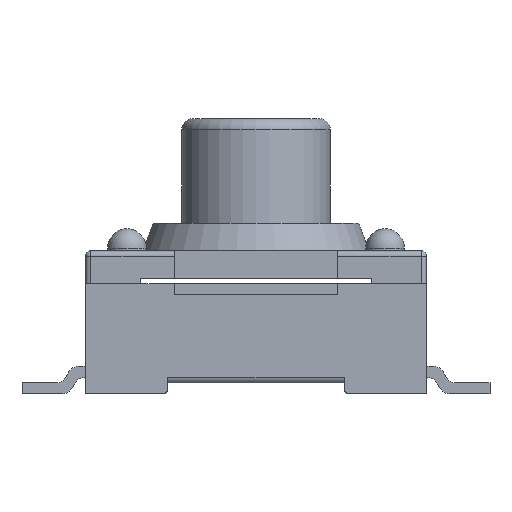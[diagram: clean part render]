
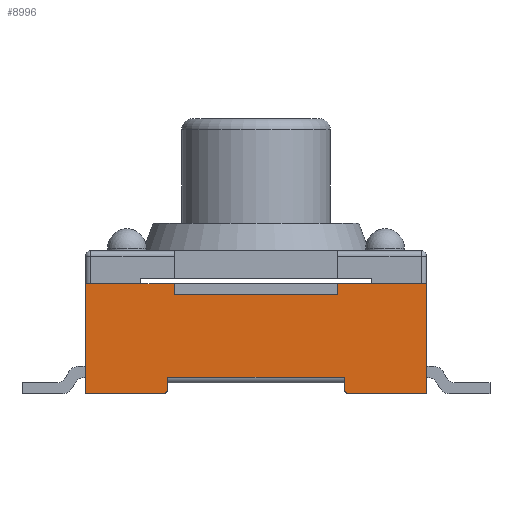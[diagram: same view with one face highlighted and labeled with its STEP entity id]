
A CAD part, front view. The second image highlights one B-rep face of the part: STEP entity #8996.
In plain terms, the highlighted planar face has unit normal (0, -1, 0).
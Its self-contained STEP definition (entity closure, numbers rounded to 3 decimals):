
#691 = AXIS2_PLACEMENT_3D ( 'NONE', #17650, #11184, #4118 ) ;
#807 = EDGE_CURVE ( 'NONE', #19105, #20207, #17558, .T. ) ;
#1009 = CARTESIAN_POINT ( 'NONE',  ( 3.1, -3.1, -2.6 ) ) ;
#1116 = ORIENTED_EDGE ( 'NONE', *, *, #4678, .F. ) ;
#1535 = LINE ( 'NONE', #16927, #18128 ) ;
#1606 = VECTOR ( 'NONE', #2470, 1000. ) ;
#2470 = DIRECTION ( 'NONE',  ( -1., 0., 0. ) ) ;
#2492 = DIRECTION ( 'NONE',  ( 0., 0., -1. ) ) ;
#2505 = CARTESIAN_POINT ( 'NONE',  ( -1.6, -3.1, -2.4 ) ) ;
#2509 = CARTESIAN_POINT ( 'NONE',  ( 1.6, -3.1, -2.5 ) ) ;
#2664 = DIRECTION ( 'NONE',  ( 1., 0., 0. ) ) ;
#2883 = ORIENTED_EDGE ( 'NONE', *, *, #20721, .F. ) ;
#2929 = ORIENTED_EDGE ( 'NONE', *, *, #20312, .T. ) ;
#2988 = ORIENTED_EDGE ( 'NONE', *, *, #21355, .T. ) ;
#3215 = CARTESIAN_POINT ( 'NONE',  ( -3.1, -3.1, -2.6 ) ) ;
#3371 = LINE ( 'NONE', #13406, #14587 ) ;
#3544 = DIRECTION ( 'NONE',  ( 0., 0., 1. ) ) ;
#3979 = EDGE_CURVE ( 'NONE', #12604, #15714, #4551, .T. ) ;
#4085 = EDGE_CURVE ( 'NONE', #19440, #17042, #9876, .T. ) ;
#4118 = DIRECTION ( 'NONE',  ( 0., 0., 1. ) ) ;
#4199 = LINE ( 'NONE', #10937, #16244 ) ;
#4363 = CARTESIAN_POINT ( 'NONE',  ( -1.6, -3.1, -2.3 ) ) ;
#4385 = EDGE_CURVE ( 'NONE', #19440, #15714, #5594, .T. ) ;
#4400 = ORIENTED_EDGE ( 'NONE', *, *, #3979, .F. ) ;
#4551 = LINE ( 'NONE', #2505, #20750 ) ;
#4678 = EDGE_CURVE ( 'NONE', #14992, #17276, #4199, .T. ) ;
#4910 = VECTOR ( 'NONE', #21514, 1000. ) ;
#5062 = CARTESIAN_POINT ( 'NONE',  ( 1.7, -3.1, -2.5 ) ) ;
#5594 = CIRCLE ( 'NONE', #691, 0.1 ) ;
#5954 = CARTESIAN_POINT ( 'NONE',  ( 1.7, -3.1, -2.6 ) ) ;
#6602 = DIRECTION ( 'NONE',  ( 0., 0., 1. ) ) ;
#6840 = DIRECTION ( 'NONE',  ( 0., 0., 1. ) ) ;
#7442 = CARTESIAN_POINT ( 'NONE',  ( 3.1, -3.1, -0.6 ) ) ;
#8172 = VECTOR ( 'NONE', #12886, 1000. ) ;
#8328 = VECTOR ( 'NONE', #3544, 1000. ) ;
#8365 = ORIENTED_EDGE ( 'NONE', *, *, #20956, .T. ) ;
#8814 = VERTEX_POINT ( 'NONE', #20880 ) ;
#8856 = ORIENTED_EDGE ( 'NONE', *, *, #10316, .F. ) ;
#8996 = ADVANCED_FACE ( 'NONE', ( #11892 ), #10431, .F. ) ;
#9168 = ORIENTED_EDGE ( 'NONE', *, *, #807, .T. ) ;
#9248 = CARTESIAN_POINT ( 'NONE',  ( 3.1, -3.1, -0.6 ) ) ;
#9325 = DIRECTION ( 'NONE',  ( 0., 0., -1. ) ) ;
#9479 = CARTESIAN_POINT ( 'NONE',  ( -3.1, -3.1, -0.6 ) ) ;
#9530 = ORIENTED_EDGE ( 'NONE', *, *, #20427, .T. ) ;
#9876 = LINE ( 'NONE', #11749, #4910 ) ;
#10104 = DIRECTION ( 'NONE',  ( 1., 0., 0. ) ) ;
#10237 = ORIENTED_EDGE ( 'NONE', *, *, #4385, .T. ) ;
#10316 = EDGE_CURVE ( 'NONE', #8814, #10379, #18053, .T. ) ;
#10379 = VERTEX_POINT ( 'NONE', #5954 ) ;
#10420 = CARTESIAN_POINT ( 'NONE',  ( 3.1, -3.1, -2.6 ) ) ;
#10431 = PLANE ( 'NONE',  #11886 ) ;
#10543 = LINE ( 'NONE', #10420, #12479 ) ;
#10772 = CIRCLE ( 'NONE', #17044, 0.1 ) ;
#10898 = ORIENTED_EDGE ( 'NONE', *, *, #12555, .T. ) ;
#10937 = CARTESIAN_POINT ( 'NONE',  ( 1.484, -3.1, -0.8 ) ) ;
#11184 = DIRECTION ( 'NONE',  ( 0., -1., 0. ) ) ;
#11230 = CARTESIAN_POINT ( 'NONE',  ( -1.6, -3.1, -2.5 ) ) ;
#11386 = CARTESIAN_POINT ( 'NONE',  ( -1.484, -3.1, -0.6 ) ) ;
#11421 = VERTEX_POINT ( 'NONE', #14446 ) ;
#11749 = CARTESIAN_POINT ( 'NONE',  ( 3.1, -3.1, -2.6 ) ) ;
#11852 = VECTOR ( 'NONE', #15976, 1000. ) ;
#11886 = AXIS2_PLACEMENT_3D ( 'NONE', #11997, #18661, #12329 ) ;
#11892 = FACE_OUTER_BOUND ( 'NONE', #13851, .T. ) ;
#11957 = ORIENTED_EDGE ( 'NONE', *, *, #4085, .F. ) ;
#11997 = CARTESIAN_POINT ( 'NONE',  ( 3.1, -3.1, -2.6 ) ) ;
#12030 = CARTESIAN_POINT ( 'NONE',  ( -1.484, -3.1, -0.8 ) ) ;
#12329 = DIRECTION ( 'NONE',  ( 0., 0., 1. ) ) ;
#12452 = VERTEX_POINT ( 'NONE', #11386 ) ;
#12479 = VECTOR ( 'NONE', #17229, 1000. ) ;
#12492 = CARTESIAN_POINT ( 'NONE',  ( 3.1, -3.1, -0.6 ) ) ;
#12555 = EDGE_CURVE ( 'NONE', #14992, #12452, #21201, .T. ) ;
#12604 = VERTEX_POINT ( 'NONE', #4363 ) ;
#12886 = DIRECTION ( 'NONE',  ( 0., 0., 1. ) ) ;
#13406 = CARTESIAN_POINT ( 'NONE',  ( 1.6, -3.1, -2.3 ) ) ;
#13851 = EDGE_LOOP ( 'NONE', ( #4400, #2988, #9168, #2929, #8856, #20795, #8365, #18165, #1116, #10898, #9530, #2883, #11957, #10237 ) ) ;
#14135 = CARTESIAN_POINT ( 'NONE',  ( 1.484, -3.1, -0.8 ) ) ;
#14446 = CARTESIAN_POINT ( 'NONE',  ( 1.484, -3.1, -0.6 ) ) ;
#14532 = LINE ( 'NONE', #9248, #19563 ) ;
#14587 = VECTOR ( 'NONE', #10104, 1000. ) ;
#14902 = DIRECTION ( 'NONE',  ( 0., -1., 0. ) ) ;
#14992 = VERTEX_POINT ( 'NONE', #12030 ) ;
#15714 = VERTEX_POINT ( 'NONE', #11230 ) ;
#15842 = CARTESIAN_POINT ( 'NONE',  ( -1.7, -3.1, -2.6 ) ) ;
#15976 = DIRECTION ( 'NONE',  ( -1., 0., 0. ) ) ;
#16244 = VECTOR ( 'NONE', #2664, 1000. ) ;
#16733 = CARTESIAN_POINT ( 'NONE',  ( -3.1, -3.1, -2.6 ) ) ;
#16927 = CARTESIAN_POINT ( 'NONE',  ( 1.484, -3.1, -0.8 ) ) ;
#17042 = VERTEX_POINT ( 'NONE', #16733 ) ;
#17044 = AXIS2_PLACEMENT_3D ( 'NONE', #5062, #14902, #6840 ) ;
#17200 = LINE ( 'NONE', #12492, #1606 ) ;
#17229 = DIRECTION ( 'NONE',  ( 0., 0., 1. ) ) ;
#17276 = VERTEX_POINT ( 'NONE', #14135 ) ;
#17558 = LINE ( 'NONE', #19212, #18514 ) ;
#17650 = CARTESIAN_POINT ( 'NONE',  ( -1.7, -3.1, -2.5 ) ) ;
#17914 = CARTESIAN_POINT ( 'NONE',  ( -1.484, -3.1, -0.8 ) ) ;
#18015 = DIRECTION ( 'NONE',  ( -1., 0., 0. ) ) ;
#18053 = LINE ( 'NONE', #1009, #11852 ) ;
#18128 = VECTOR ( 'NONE', #6602, 1000. ) ;
#18165 = ORIENTED_EDGE ( 'NONE', *, *, #20742, .F. ) ;
#18271 = LINE ( 'NONE', #3215, #8328 ) ;
#18440 = VERTEX_POINT ( 'NONE', #7442 ) ;
#18514 = VECTOR ( 'NONE', #2492, 1000. ) ;
#18661 = DIRECTION ( 'NONE',  ( 0., 1., 0. ) ) ;
#19105 = VERTEX_POINT ( 'NONE', #21751 ) ;
#19201 = EDGE_CURVE ( 'NONE', #8814, #18440, #10543, .T. ) ;
#19212 = CARTESIAN_POINT ( 'NONE',  ( 1.6, -3.1, -2.4 ) ) ;
#19440 = VERTEX_POINT ( 'NONE', #15842 ) ;
#19563 = VECTOR ( 'NONE', #18015, 1000. ) ;
#20207 = VERTEX_POINT ( 'NONE', #2509 ) ;
#20312 = EDGE_CURVE ( 'NONE', #20207, #10379, #10772, .T. ) ;
#20427 = EDGE_CURVE ( 'NONE', #12452, #20905, #17200, .T. ) ;
#20721 = EDGE_CURVE ( 'NONE', #17042, #20905, #18271, .T. ) ;
#20742 = EDGE_CURVE ( 'NONE', #17276, #11421, #1535, .T. ) ;
#20750 = VECTOR ( 'NONE', #9325, 1000. ) ;
#20795 = ORIENTED_EDGE ( 'NONE', *, *, #19201, .T. ) ;
#20880 = CARTESIAN_POINT ( 'NONE',  ( 3.1, -3.1, -2.6 ) ) ;
#20905 = VERTEX_POINT ( 'NONE', #9479 ) ;
#20956 = EDGE_CURVE ( 'NONE', #18440, #11421, #14532, .T. ) ;
#21201 = LINE ( 'NONE', #17914, #8172 ) ;
#21355 = EDGE_CURVE ( 'NONE', #12604, #19105, #3371, .T. ) ;
#21514 = DIRECTION ( 'NONE',  ( -1., 0., 0. ) ) ;
#21751 = CARTESIAN_POINT ( 'NONE',  ( 1.6, -3.1, -2.3 ) ) ;
